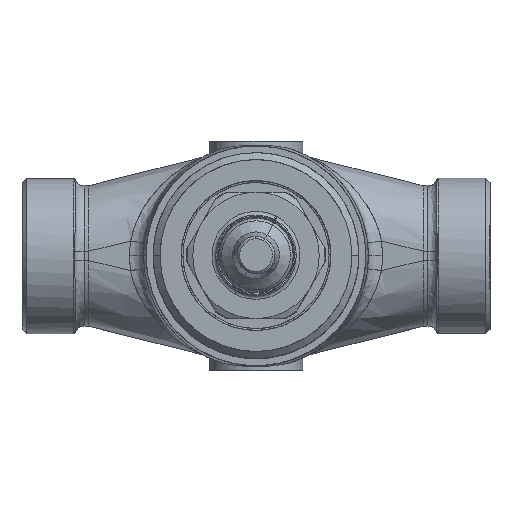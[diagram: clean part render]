
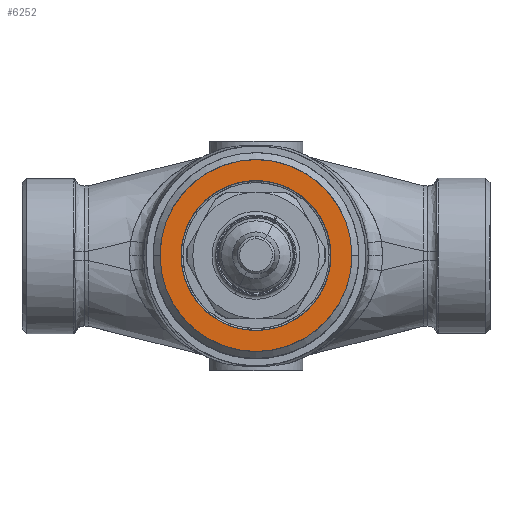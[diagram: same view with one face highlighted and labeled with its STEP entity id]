
A CAD part, top view. The second image highlights one B-rep face of the part: STEP entity #6252.
In plain terms, the highlighted face is planar.
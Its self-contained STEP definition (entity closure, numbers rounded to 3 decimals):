
#6118=AXIS2_PLACEMENT_3D('Plane Axis2P3D',#6115,#6116,#6117) ;
#6115=CARTESIAN_POINT('Axis2P3D Location',(21.32,-57.5,21.347)) ;
#6121=CARTESIAN_POINT('Control Point',(20.5,-57.5,0.)) ;
#6122=CARTESIAN_POINT('Control Point',(20.502,-57.5,1.767)) ;
#6123=CARTESIAN_POINT('Control Point',(20.309,-57.5,3.534)) ;
#6124=CARTESIAN_POINT('Control Point',(19.927,-57.5,5.286)) ;
#6125=CARTESIAN_POINT('Control Point',(18.863,-57.5,8.447)) ;
#6126=CARTESIAN_POINT('Control Point',(17.19,-57.5,11.328)) ;
#6127=CARTESIAN_POINT('Control Point',(16.28,-57.5,12.605)) ;
#6128=CARTESIAN_POINT('Control Point',(14.237,-57.5,14.953)) ;
#6129=CARTESIAN_POINT('Control Point',(11.79,-57.5,16.877)) ;
#6130=CARTESIAN_POINT('Control Point',(10.474,-57.5,17.727)) ;
#6131=CARTESIAN_POINT('Control Point',(7.706,-57.5,19.155)) ;
#6132=CARTESIAN_POINT('Control Point',(4.719,-57.5,20.038)) ;
#6133=CARTESIAN_POINT('Control Point',(3.183,-57.5,20.341)) ;
#6134=CARTESIAN_POINT('Control Point',(-0.14,-57.5,20.67)) ;
#6135=CARTESIAN_POINT('Control Point',(-3.466,-57.5,20.322)) ;
#6136=CARTESIAN_POINT('Control Point',(-5.217,-57.5,19.942)) ;
#6137=CARTESIAN_POINT('Control Point',(-8.597,-57.5,18.822)) ;
#6138=CARTESIAN_POINT('Control Point',(-11.657,-57.5,17.003)) ;
#6139=CARTESIAN_POINT('Control Point',(-13.099,-57.5,15.919)) ;
#6140=CARTESIAN_POINT('Control Point',(-15.533,-57.5,13.637)) ;
#6141=CARTESIAN_POINT('Control Point',(-17.454,-57.5,10.916)) ;
#6142=CARTESIAN_POINT('Control Point',(-18.236,-57.5,9.556)) ;
#6143=CARTESIAN_POINT('Control Point',(-19.444,-57.5,6.895)) ;
#6144=CARTESIAN_POINT('Control Point',(-20.162,-57.5,4.066)) ;
#6145=CARTESIAN_POINT('Control Point',(-20.387,-57.5,2.719)) ;
#6146=CARTESIAN_POINT('Control Point',(-20.501,-57.5,1.359)) ;
#6147=CARTESIAN_POINT('Control Point',(-20.5,-57.5,0.)) ;
#6148=CARTESIAN_POINT('Vertex',(20.5,-57.5,0.)) ;
#6150=CARTESIAN_POINT('Vertex',(-20.5,-57.5,0.)) ;
#6154=CARTESIAN_POINT('Control Point',(-20.5,-57.5,0.)) ;
#6155=CARTESIAN_POINT('Control Point',(-20.502,-57.5,-1.767)) ;
#6156=CARTESIAN_POINT('Control Point',(-20.309,-57.5,-3.534)) ;
#6157=CARTESIAN_POINT('Control Point',(-19.927,-57.5,-5.286)) ;
#6158=CARTESIAN_POINT('Control Point',(-18.863,-57.5,-8.447)) ;
#6159=CARTESIAN_POINT('Control Point',(-17.19,-57.5,-11.328)) ;
#6160=CARTESIAN_POINT('Control Point',(-16.28,-57.5,-12.605)) ;
#6161=CARTESIAN_POINT('Control Point',(-14.237,-57.5,-14.953)) ;
#6162=CARTESIAN_POINT('Control Point',(-11.79,-57.5,-16.877)) ;
#6163=CARTESIAN_POINT('Control Point',(-10.474,-57.5,-17.727)) ;
#6164=CARTESIAN_POINT('Control Point',(-7.706,-57.5,-19.155)) ;
#6165=CARTESIAN_POINT('Control Point',(-4.719,-57.5,-20.038)) ;
#6166=CARTESIAN_POINT('Control Point',(-3.183,-57.5,-20.341)) ;
#6167=CARTESIAN_POINT('Control Point',(0.14,-57.5,-20.67)) ;
#6168=CARTESIAN_POINT('Control Point',(3.466,-57.5,-20.322)) ;
#6169=CARTESIAN_POINT('Control Point',(5.217,-57.5,-19.942)) ;
#6170=CARTESIAN_POINT('Control Point',(8.597,-57.5,-18.822)) ;
#6171=CARTESIAN_POINT('Control Point',(11.657,-57.5,-17.003)) ;
#6172=CARTESIAN_POINT('Control Point',(13.099,-57.5,-15.919)) ;
#6173=CARTESIAN_POINT('Control Point',(15.533,-57.5,-13.637)) ;
#6174=CARTESIAN_POINT('Control Point',(17.454,-57.5,-10.916)) ;
#6175=CARTESIAN_POINT('Control Point',(18.236,-57.5,-9.556)) ;
#6176=CARTESIAN_POINT('Control Point',(19.444,-57.5,-6.895)) ;
#6177=CARTESIAN_POINT('Control Point',(20.162,-57.5,-4.066)) ;
#6178=CARTESIAN_POINT('Control Point',(20.387,-57.5,-2.719)) ;
#6179=CARTESIAN_POINT('Control Point',(20.501,-57.5,-1.359)) ;
#6180=CARTESIAN_POINT('Control Point',(20.5,-57.5,0.)) ;
#6187=CARTESIAN_POINT('Control Point',(16.,-57.5,0.)) ;
#6188=CARTESIAN_POINT('Control Point',(16.001,-57.5,-1.366)) ;
#6189=CARTESIAN_POINT('Control Point',(15.854,-57.5,-2.731)) ;
#6190=CARTESIAN_POINT('Control Point',(15.561,-57.5,-4.086)) ;
#6191=CARTESIAN_POINT('Control Point',(14.755,-57.5,-6.507)) ;
#6192=CARTESIAN_POINT('Control Point',(13.49,-57.5,-8.72)) ;
#6193=CARTESIAN_POINT('Control Point',(12.811,-57.5,-9.694)) ;
#6194=CARTESIAN_POINT('Control Point',(11.289,-57.5,-11.49)) ;
#6195=CARTESIAN_POINT('Control Point',(9.464,-57.5,-12.98)) ;
#6196=CARTESIAN_POINT('Control Point',(8.481,-57.5,-13.645)) ;
#6197=CARTESIAN_POINT('Control Point',(6.241,-57.5,-14.871)) ;
#6198=CARTESIAN_POINT('Control Point',(3.8,-57.5,-15.632)) ;
#6199=CARTESIAN_POINT('Control Point',(2.443,-57.5,-15.902)) ;
#6200=CARTESIAN_POINT('Control Point',(-0.494,-57.5,-16.162)) ;
#6201=CARTESIAN_POINT('Control Point',(-3.419,-57.5,-15.748)) ;
#6202=CARTESIAN_POINT('Control Point',(-4.963,-57.5,-15.332)) ;
#6203=CARTESIAN_POINT('Control Point',(-7.514,-57.5,-14.294)) ;
#6204=CARTESIAN_POINT('Control Point',(-9.78,-57.5,-12.744)) ;
#6205=CARTESIAN_POINT('Control Point',(-10.695,-57.5,-11.988)) ;
#6206=CARTESIAN_POINT('Control Point',(-12.364,-57.5,-10.325)) ;
#6207=CARTESIAN_POINT('Control Point',(-13.701,-57.5,-8.385)) ;
#6208=CARTESIAN_POINT('Control Point',(-14.285,-57.5,-7.351)) ;
#6209=CARTESIAN_POINT('Control Point',(-15.196,-57.5,-5.311)) ;
#6210=CARTESIAN_POINT('Control Point',(-15.741,-57.5,-3.145)) ;
#6211=CARTESIAN_POINT('Control Point',(-15.914,-57.5,-2.103)) ;
#6212=CARTESIAN_POINT('Control Point',(-16.001,-57.5,-1.052)) ;
#6213=CARTESIAN_POINT('Control Point',(-16.,-57.5,0.)) ;
#6214=CARTESIAN_POINT('Vertex',(16.,-57.5,0.)) ;
#6216=CARTESIAN_POINT('Vertex',(-16.,-57.5,0.)) ;
#6220=CARTESIAN_POINT('Control Point',(-16.,-57.5,0.)) ;
#6221=CARTESIAN_POINT('Control Point',(-16.001,-57.5,1.366)) ;
#6222=CARTESIAN_POINT('Control Point',(-15.854,-57.5,2.731)) ;
#6223=CARTESIAN_POINT('Control Point',(-15.561,-57.5,4.086)) ;
#6224=CARTESIAN_POINT('Control Point',(-14.755,-57.5,6.507)) ;
#6225=CARTESIAN_POINT('Control Point',(-13.49,-57.5,8.72)) ;
#6226=CARTESIAN_POINT('Control Point',(-12.811,-57.5,9.694)) ;
#6227=CARTESIAN_POINT('Control Point',(-11.289,-57.5,11.49)) ;
#6228=CARTESIAN_POINT('Control Point',(-9.464,-57.5,12.98)) ;
#6229=CARTESIAN_POINT('Control Point',(-8.481,-57.5,13.645)) ;
#6230=CARTESIAN_POINT('Control Point',(-6.241,-57.5,14.871)) ;
#6231=CARTESIAN_POINT('Control Point',(-3.8,-57.5,15.632)) ;
#6232=CARTESIAN_POINT('Control Point',(-2.443,-57.5,15.902)) ;
#6233=CARTESIAN_POINT('Control Point',(0.494,-57.5,16.162)) ;
#6234=CARTESIAN_POINT('Control Point',(3.419,-57.5,15.748)) ;
#6235=CARTESIAN_POINT('Control Point',(4.963,-57.5,15.332)) ;
#6236=CARTESIAN_POINT('Control Point',(7.514,-57.5,14.294)) ;
#6237=CARTESIAN_POINT('Control Point',(9.78,-57.5,12.744)) ;
#6238=CARTESIAN_POINT('Control Point',(10.695,-57.5,11.988)) ;
#6239=CARTESIAN_POINT('Control Point',(12.364,-57.5,10.325)) ;
#6240=CARTESIAN_POINT('Control Point',(13.701,-57.5,8.385)) ;
#6241=CARTESIAN_POINT('Control Point',(14.285,-57.5,7.351)) ;
#6242=CARTESIAN_POINT('Control Point',(15.196,-57.5,5.311)) ;
#6243=CARTESIAN_POINT('Control Point',(15.741,-57.5,3.145)) ;
#6244=CARTESIAN_POINT('Control Point',(15.914,-57.5,2.103)) ;
#6245=CARTESIAN_POINT('Control Point',(16.001,-57.5,1.052)) ;
#6246=CARTESIAN_POINT('Control Point',(16.,-57.5,0.)) ;
#6116=DIRECTION('Axis2P3D Direction',(-0.,-1.,0.)) ;
#6117=DIRECTION('Axis2P3D XDirection',(-1.,0.,0.)) ;
#6183=ORIENTED_EDGE('',*,*,#6152,.T.) ;
#6184=ORIENTED_EDGE('',*,*,#6181,.T.) ;
#6249=ORIENTED_EDGE('',*,*,#6218,.T.) ;
#6250=ORIENTED_EDGE('',*,*,#6247,.T.) ;
#6251=FACE_BOUND('',#6248,.T.) ;
#6252=ADVANCED_FACE('TRM_SRF74',(#6185,#6251),#6119,.T.) ;
#6120=B_SPLINE_CURVE_WITH_KNOTS('',5,(#6121,#6122,#6123,#6124,#6125,#6126,#6127,#6128,#6129,#6130,#6131,#6132,#6133,#6134,#6135,#6136,#6137,#6138,#6139,#6140,#6141,#6142,#6143,#6144,#6145,#6146,#6147),.UNSPECIFIED.,.F.,.U.,(6,3,3,3,3,3,3,3,6),(0.,12.528,23.515,34.501,45.505,58.072,70.6,81.589,91.227),.UNSPECIFIED.) ;
#6153=B_SPLINE_CURVE_WITH_KNOTS('',5,(#6154,#6155,#6156,#6157,#6158,#6159,#6160,#6161,#6162,#6163,#6164,#6165,#6166,#6167,#6168,#6169,#6170,#6171,#6172,#6173,#6174,#6175,#6176,#6177,#6178,#6179,#6180),.UNSPECIFIED.,.F.,.U.,(6,3,3,3,3,3,3,3,6),(0.,12.528,23.515,34.501,45.505,58.072,70.6,81.589,91.227),.UNSPECIFIED.) ;
#6186=B_SPLINE_CURVE_WITH_KNOTS('',5,(#6187,#6188,#6189,#6190,#6191,#6192,#6193,#6194,#6195,#6196,#6197,#6198,#6199,#6200,#6201,#6202,#6203,#6204,#6205,#6206,#6207,#6208,#6209,#6210,#6211,#6212,#6213),.UNSPECIFIED.,.F.,.U.,(6,3,3,3,3,3,3,3,6),(0.,9.682,17.998,26.309,36.028,47.096,55.411,63.732,71.188),.UNSPECIFIED.) ;
#6219=B_SPLINE_CURVE_WITH_KNOTS('',5,(#6220,#6221,#6222,#6223,#6224,#6225,#6226,#6227,#6228,#6229,#6230,#6231,#6232,#6233,#6234,#6235,#6236,#6237,#6238,#6239,#6240,#6241,#6242,#6243,#6244,#6245,#6246),.UNSPECIFIED.,.F.,.U.,(6,3,3,3,3,3,3,3,6),(0.,9.682,17.998,26.309,36.028,47.096,55.411,63.732,71.188),.UNSPECIFIED.) ;
#6152=EDGE_CURVE('',#6149,#6151,#6120,.T.) ;
#6181=EDGE_CURVE('',#6151,#6149,#6153,.T.) ;
#6218=EDGE_CURVE('',#6215,#6217,#6186,.T.) ;
#6247=EDGE_CURVE('',#6217,#6215,#6219,.T.) ;
#6182=EDGE_LOOP('',(#6183,#6184)) ;
#6248=EDGE_LOOP('',(#6249,#6250)) ;
#6185=FACE_OUTER_BOUND('',#6182,.T.) ;
#6119=PLANE('',#6118) ;
#6149=VERTEX_POINT('',#6148) ;
#6151=VERTEX_POINT('',#6150) ;
#6215=VERTEX_POINT('',#6214) ;
#6217=VERTEX_POINT('',#6216) ;
